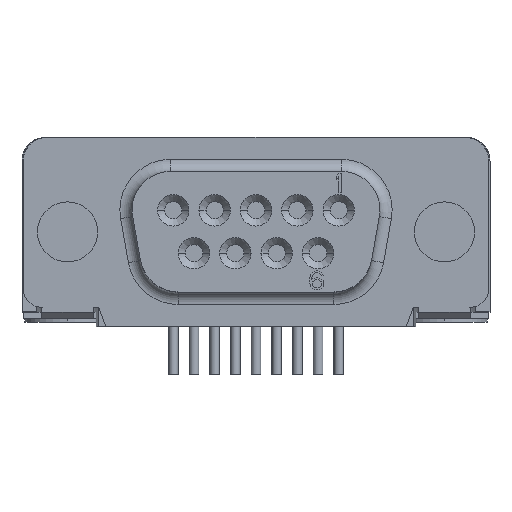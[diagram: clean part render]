
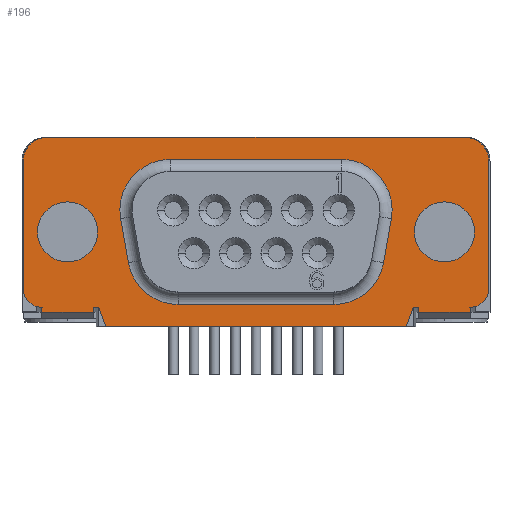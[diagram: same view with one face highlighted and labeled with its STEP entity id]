
A CAD part, top view. The second image highlights one B-rep face of the part: STEP entity #196.
In plain terms, the highlighted planar face has unit normal (0, 0, 1).
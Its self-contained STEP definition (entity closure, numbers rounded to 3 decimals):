
#196=ADVANCED_FACE('',(#700,#701,#702,#703),#704,.T.);
#700=FACE_OUTER_BOUND('',#1472,.T.);
#701=FACE_BOUND('',#1473,.T.);
#702=FACE_BOUND('',#1474,.T.);
#703=FACE_BOUND('',#1475,.T.);
#704=PLANE('',#1476);
#1472=EDGE_LOOP('',(#3612,#3613,#3614,#3615,#3616,#3617,#3618,#3619,#3620,#3621,#3622,#3623,#3624,#3625,#3626,#3627,#3628,#3629));
#1473=EDGE_LOOP('',(#3630,#3631));
#1474=EDGE_LOOP('',(#3632,#3633));
#1475=EDGE_LOOP('',(#3634,#3635,#3636,#3637,#3638,#3639,#3640,#3641));
#1476=AXIS2_PLACEMENT_3D('',#3642,#3643,#3644);
#3612=ORIENTED_EDGE('',*,*,#6030,.T.);
#3613=ORIENTED_EDGE('',*,*,#6031,.T.);
#3614=ORIENTED_EDGE('',*,*,#5822,.F.);
#3615=ORIENTED_EDGE('',*,*,#5820,.F.);
#3616=ORIENTED_EDGE('',*,*,#5817,.F.);
#3617=ORIENTED_EDGE('',*,*,#5815,.T.);
#3618=ORIENTED_EDGE('',*,*,#6029,.F.);
#3619=ORIENTED_EDGE('',*,*,#6027,.F.);
#3620=ORIENTED_EDGE('',*,*,#6025,.T.);
#3621=ORIENTED_EDGE('',*,*,#6032,.T.);
#3622=ORIENTED_EDGE('',*,*,#6033,.F.);
#3623=ORIENTED_EDGE('',*,*,#6034,.T.);
#3624=ORIENTED_EDGE('',*,*,#6035,.T.);
#3625=ORIENTED_EDGE('',*,*,#6036,.T.);
#3626=ORIENTED_EDGE('',*,*,#6037,.T.);
#3627=ORIENTED_EDGE('',*,*,#6038,.T.);
#3628=ORIENTED_EDGE('',*,*,#6039,.T.);
#3629=ORIENTED_EDGE('',*,*,#6040,.T.);
#3630=ORIENTED_EDGE('',*,*,#5671,.F.);
#3631=ORIENTED_EDGE('',*,*,#6041,.F.);
#3632=ORIENTED_EDGE('',*,*,#5667,.F.);
#3633=ORIENTED_EDGE('',*,*,#6042,.F.);
#3634=ORIENTED_EDGE('',*,*,#6043,.F.);
#3635=ORIENTED_EDGE('',*,*,#6044,.F.);
#3636=ORIENTED_EDGE('',*,*,#6045,.F.);
#3637=ORIENTED_EDGE('',*,*,#6046,.F.);
#3638=ORIENTED_EDGE('',*,*,#6047,.F.);
#3639=ORIENTED_EDGE('',*,*,#6048,.F.);
#3640=ORIENTED_EDGE('',*,*,#6049,.F.);
#3641=ORIENTED_EDGE('',*,*,#6050,.F.);
#3642=CARTESIAN_POINT('',(0.0,0.0,0.0));
#3643=DIRECTION('',(0.0,0.0,1.0));
#3644=DIRECTION('',(1.0,0.0,0.0));
#5667=EDGE_CURVE('',#6689,#6692,#6693,.T.);
#5671=EDGE_CURVE('',#6697,#6700,#6701,.T.);
#5815=EDGE_CURVE('',#6980,#6978,#6981,.T.);
#5817=EDGE_CURVE('',#6980,#6983,#6984,.T.);
#5820=EDGE_CURVE('',#6983,#6988,#6989,.T.);
#5822=EDGE_CURVE('',#6988,#6991,#6992,.T.);
#6025=EDGE_CURVE('',#7313,#7311,#7314,.T.);
#6027=EDGE_CURVE('',#7313,#7316,#7317,.T.);
#6029=EDGE_CURVE('',#7316,#6978,#7319,.T.);
#6030=EDGE_CURVE('',#7008,#7320,#7321,.T.);
#6031=EDGE_CURVE('',#7320,#6991,#7322,.T.);
#6032=EDGE_CURVE('',#7311,#7323,#7324,.T.);
#6033=EDGE_CURVE('',#7325,#7323,#7326,.T.);
#6034=EDGE_CURVE('',#7325,#7327,#7328,.T.);
#6035=EDGE_CURVE('',#7327,#7329,#7330,.T.);
#6036=EDGE_CURVE('',#7329,#7331,#7332,.T.);
#6037=EDGE_CURVE('',#7331,#7333,#7334,.T.);
#6038=EDGE_CURVE('',#7333,#7335,#7336,.T.);
#6039=EDGE_CURVE('',#7335,#7337,#7338,.T.);
#6040=EDGE_CURVE('',#7337,#7008,#7339,.T.);
#6041=EDGE_CURVE('',#6700,#6697,#7340,.T.);
#6042=EDGE_CURVE('',#6692,#6689,#7341,.T.);
#6043=EDGE_CURVE('',#7342,#7343,#7344,.T.);
#6044=EDGE_CURVE('',#7345,#7342,#7346,.T.);
#6045=EDGE_CURVE('',#7347,#7345,#7348,.T.);
#6046=EDGE_CURVE('',#7349,#7347,#7350,.T.);
#6047=EDGE_CURVE('',#7351,#7349,#7352,.T.);
#6048=EDGE_CURVE('',#7353,#7351,#7354,.T.);
#6049=EDGE_CURVE('',#7355,#7353,#7356,.T.);
#6050=EDGE_CURVE('',#7343,#7355,#7357,.T.);
#6689=VERTEX_POINT('',#8312);
#6692=VERTEX_POINT('',#8316);
#6693=CIRCLE('',#8317,1.994);
#6697=VERTEX_POINT('',#8322);
#6700=VERTEX_POINT('',#8326);
#6701=CIRCLE('',#8327,1.994);
#6978=VERTEX_POINT('',#8679);
#6980=VERTEX_POINT('',#8682);
#6981=LINE('',#8683,#8684);
#6983=VERTEX_POINT('',#8687);
#6984=LINE('',#8688,#8689);
#6988=VERTEX_POINT('',#8695);
#6989=LINE('',#8696,#8697);
#6991=VERTEX_POINT('',#8700);
#6992=LINE('',#8701,#8702);
#7008=VERTEX_POINT('',#8726);
#7311=VERTEX_POINT('',#9180);
#7313=VERTEX_POINT('',#9183);
#7314=LINE('',#9184,#9185);
#7316=VERTEX_POINT('',#9188);
#7317=LINE('',#9189,#9190);
#7319=LINE('',#9193,#9194);
#7320=VERTEX_POINT('',#9195);
#7321=LINE('',#9196,#9197);
#7322=LINE('',#9198,#9199);
#7323=VERTEX_POINT('',#9200);
#7324=LINE('',#9201,#9202);
#7325=VERTEX_POINT('',#9203);
#7326=LINE('',#9204,#9205);
#7327=VERTEX_POINT('',#9206);
#7328=CIRCLE('',#9207,1.27);
#7329=VERTEX_POINT('',#9208);
#7330=LINE('',#9209,#9210);
#7331=VERTEX_POINT('',#9211);
#7332=CIRCLE('',#9212,1.575);
#7333=VERTEX_POINT('',#9213);
#7334=LINE('',#9214,#9215);
#7335=VERTEX_POINT('',#9216);
#7336=CIRCLE('',#9217,1.575);
#7337=VERTEX_POINT('',#9218);
#7338=LINE('',#9219,#9220);
#7339=CIRCLE('',#9221,1.27);
#7340=CIRCLE('',#9222,1.994);
#7341=CIRCLE('',#9223,1.994);
#7342=VERTEX_POINT('',#9224);
#7343=VERTEX_POINT('',#9225);
#7344=CIRCLE('',#9226,3.353);
#7345=VERTEX_POINT('',#9227);
#7346=LINE('',#9228,#9229);
#7347=VERTEX_POINT('',#9230);
#7348=CIRCLE('',#9231,3.353);
#7349=VERTEX_POINT('',#9232);
#7350=LINE('',#9233,#9234);
#7351=VERTEX_POINT('',#9235);
#7352=CIRCLE('',#9236,3.353);
#7353=VERTEX_POINT('',#9237);
#7354=LINE('',#9238,#9239);
#7355=VERTEX_POINT('',#9240);
#7356=CIRCLE('',#9241,3.353);
#7357=LINE('',#9242,#9243);
#8312=CARTESIAN_POINT('',(-10.503,6.274,0.0));
#8316=CARTESIAN_POINT('',(-14.491,6.274,0.0));
#8317=AXIS2_PLACEMENT_3D('',#10637,#10638,#10639);
#8322=CARTESIAN_POINT('',(14.491,6.274,0.0));
#8326=CARTESIAN_POINT('',(10.503,6.274,0.0));
#8327=AXIS2_PLACEMENT_3D('',#10645,#10646,#10647);
#8679=CARTESIAN_POINT('',(9.964,0.0,0.0));
#8682=CARTESIAN_POINT('',(-9.964,0.0,0.0));
#8683=CARTESIAN_POINT('',(-9.964,0.0,0.0));
#8684=VECTOR('',#10925,19.929);
#8687=CARTESIAN_POINT('',(-10.427,1.27,0.0));
#8688=CARTESIAN_POINT('',(-9.964,0.0,0.0));
#8689=VECTOR('',#10927,1.352);
#8695=CARTESIAN_POINT('',(-10.782,1.27,0.0));
#8696=CARTESIAN_POINT('',(-10.427,1.27,0.0));
#8697=VECTOR('',#10930,0.356);
#8700=CARTESIAN_POINT('',(-10.782,0.94,0.0));
#8701=CARTESIAN_POINT('',(-10.782,1.27,0.0));
#8702=VECTOR('',#10932,0.33);
#8726=CARTESIAN_POINT('',(-14.211,1.27,0.0));
#9180=CARTESIAN_POINT('',(10.782,0.94,0.0));
#9183=CARTESIAN_POINT('',(10.782,1.27,0.0));
#9184=CARTESIAN_POINT('',(10.782,1.27,0.0));
#9185=VECTOR('',#11239,0.33);
#9188=CARTESIAN_POINT('',(10.427,1.27,0.0));
#9189=CARTESIAN_POINT('',(10.782,1.27,0.0));
#9190=VECTOR('',#11241,0.356);
#9193=CARTESIAN_POINT('',(10.427,1.27,0.0));
#9194=VECTOR('',#11243,1.352);
#9195=CARTESIAN_POINT('',(-14.211,0.94,0.0));
#9196=CARTESIAN_POINT('',(-14.211,1.27,0.0));
#9197=VECTOR('',#11244,0.33);
#9198=CARTESIAN_POINT('',(-14.211,0.94,0.0));
#9199=VECTOR('',#11245,3.429);
#9200=CARTESIAN_POINT('',(14.211,0.94,0.0));
#9201=CARTESIAN_POINT('',(10.782,0.94,0.0));
#9202=VECTOR('',#11246,3.429);
#9203=CARTESIAN_POINT('',(14.211,1.27,0.0));
#9204=CARTESIAN_POINT('',(14.211,1.27,0.0));
#9205=VECTOR('',#11247,0.33);
#9206=CARTESIAN_POINT('',(15.443,2.54,0.0));
#9207=AXIS2_PLACEMENT_3D('',#11248,#11249,#11250);
#9208=CARTESIAN_POINT('',(15.443,10.973,0.0));
#9209=CARTESIAN_POINT('',(15.443,2.54,0.0));
#9210=VECTOR('',#11251,8.433);
#9211=CARTESIAN_POINT('',(13.868,12.548,0.0));
#9212=AXIS2_PLACEMENT_3D('',#11252,#11253,#11254);
#9213=CARTESIAN_POINT('',(-13.868,12.548,0.0));
#9214=CARTESIAN_POINT('',(13.868,12.548,0.0));
#9215=VECTOR('',#11255,27.737);
#9216=CARTESIAN_POINT('',(-15.443,10.973,0.0));
#9217=AXIS2_PLACEMENT_3D('',#11256,#11257,#11258);
#9218=CARTESIAN_POINT('',(-15.443,2.54,0.0));
#9219=CARTESIAN_POINT('',(-15.443,10.973,0.0));
#9220=VECTOR('',#11259,8.433);
#9221=AXIS2_PLACEMENT_3D('',#11260,#11261,#11262);
#9222=AXIS2_PLACEMENT_3D('',#11263,#11264,#11265);
#9223=AXIS2_PLACEMENT_3D('',#11266,#11267,#11268);
#9224=CARTESIAN_POINT('',(8.979,7.152,0.0));
#9225=CARTESIAN_POINT('',(5.677,11.087,0.0));
#9226=AXIS2_PLACEMENT_3D('',#11269,#11270,#11271);
#9227=CARTESIAN_POINT('',(8.464,4.231,0.0));
#9228=CARTESIAN_POINT('',(8.464,4.231,0.0));
#9229=VECTOR('',#11272,2.966);
#9230=CARTESIAN_POINT('',(5.162,1.461,0.0));
#9231=AXIS2_PLACEMENT_3D('',#11273,#11274,#11275);
#9232=CARTESIAN_POINT('',(-5.162,1.461,0.0));
#9233=CARTESIAN_POINT('',(-5.162,1.461,0.0));
#9234=VECTOR('',#11276,10.324);
#9235=CARTESIAN_POINT('',(-8.464,4.231,0.0));
#9236=AXIS2_PLACEMENT_3D('',#11277,#11278,#11279);
#9237=CARTESIAN_POINT('',(-8.979,7.152,0.0));
#9238=CARTESIAN_POINT('',(-8.979,7.152,0.0));
#9239=VECTOR('',#11280,2.966);
#9240=CARTESIAN_POINT('',(-5.677,11.087,0.0));
#9241=AXIS2_PLACEMENT_3D('',#11281,#11282,#11283);
#9242=CARTESIAN_POINT('',(5.677,11.087,0.0));
#9243=VECTOR('',#11284,11.354);
#10637=CARTESIAN_POINT('',(-12.497,6.274,0.0));
#10638=DIRECTION('',(0.0,0.0,1.0));
#10639=DIRECTION('',(1.0,0.0,0.0));
#10645=CARTESIAN_POINT('',(12.497,6.274,0.0));
#10646=DIRECTION('',(0.0,0.0,1.0));
#10647=DIRECTION('',(1.0,0.0,0.0));
#10925=DIRECTION('',(1.0,0.0,0.0));
#10927=DIRECTION('',(-0.342,0.94,0.0));
#10930=DIRECTION('',(-1.0,0.0,0.0));
#10932=DIRECTION('',(0.0,-1.0,0.0));
#11239=DIRECTION('',(0.0,-1.0,0.0));
#11241=DIRECTION('',(-1.0,0.0,0.0));
#11243=DIRECTION('',(-0.342,-0.94,0.0));
#11244=DIRECTION('',(0.,-1.,0.0));
#11245=DIRECTION('',(1.0,0.0,0.0));
#11246=DIRECTION('',(1.0,0.0,0.0));
#11247=DIRECTION('',(0.,-1.,0.0));
#11248=CARTESIAN_POINT('',(14.173,2.54,0.0));
#11249=DIRECTION('',(0.0,0.0,1.0));
#11250=DIRECTION('',(0.03,-1.,0.0));
#11251=DIRECTION('',(0.0,1.0,0.0));
#11252=CARTESIAN_POINT('',(13.868,10.973,0.0));
#11253=DIRECTION('',(0.0,-0.0,1.0));
#11254=DIRECTION('',(1.0,0.,0.0));
#11255=DIRECTION('',(-1.0,0.0,0.0));
#11256=CARTESIAN_POINT('',(-13.868,10.973,0.0));
#11257=DIRECTION('',(0.0,-0.0,1.0));
#11258=DIRECTION('',(0.0,1.0,0.0));
#11259=DIRECTION('',(0.0,-1.0,0.0));
#11260=CARTESIAN_POINT('',(-14.173,2.54,0.0));
#11261=DIRECTION('',(0.0,0.0,1.0));
#11262=DIRECTION('',(-1.0,0.0,0.0));
#11263=CARTESIAN_POINT('',(12.497,6.274,0.0));
#11264=DIRECTION('',(0.0,0.0,1.0));
#11265=DIRECTION('',(1.0,0.0,0.0));
#11266=CARTESIAN_POINT('',(-12.497,6.274,0.0));
#11267=DIRECTION('',(0.0,0.0,1.0));
#11268=DIRECTION('',(1.0,0.0,0.0));
#11269=CARTESIAN_POINT('',(5.677,7.734,0.0));
#11270=DIRECTION('',(0.0,0.0,1.0));
#11271=DIRECTION('',(0.985,-0.174,0.0));
#11272=DIRECTION('',(0.174,0.985,0.0));
#11273=CARTESIAN_POINT('',(5.162,4.813,0.0));
#11274=DIRECTION('',(0.0,0.0,1.0));
#11275=DIRECTION('',(0.0,-1.0,0.0));
#11276=DIRECTION('',(1.0,0.,0.0));
#11277=CARTESIAN_POINT('',(-5.162,4.813,0.0));
#11278=DIRECTION('',(0.0,0.0,1.0));
#11279=DIRECTION('',(-0.985,-0.174,0.0));
#11280=DIRECTION('',(0.174,-0.985,0.0));
#11281=CARTESIAN_POINT('',(-5.677,7.734,0.0));
#11282=DIRECTION('',(0.0,-0.0,1.0));
#11283=DIRECTION('',(0.0,1.0,0.0));
#11284=DIRECTION('',(-1.0,0.,0.0));
